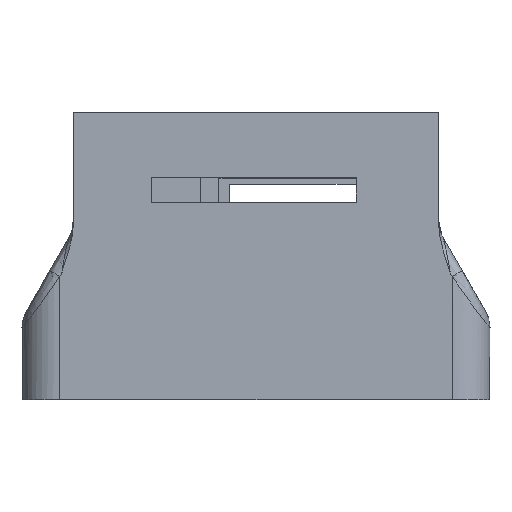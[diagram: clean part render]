
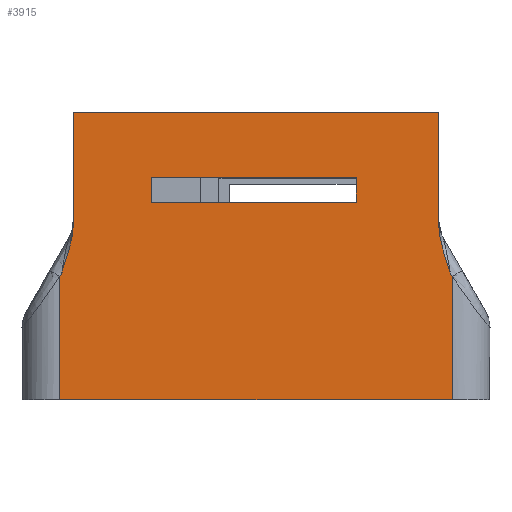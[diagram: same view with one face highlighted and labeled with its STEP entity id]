
A CAD part, left-side view. The second image highlights one B-rep face of the part: STEP entity #3915.
In plain terms, the highlighted planar face has unit normal (-1, 0, 0).
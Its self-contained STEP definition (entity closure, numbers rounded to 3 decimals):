
#26=B_SPLINE_CURVE_WITH_KNOTS('',3,(#5410,#5411,#5412,#5413,#5414,#5415,
#5416,#5417,#5418,#5419),.UNSPECIFIED.,.F.,.F.,(4,2,2,2,4),(-0.001,
0.,0.203,0.319,0.452),.UNSPECIFIED.);
#31=B_SPLINE_CURVE_WITH_KNOTS('',3,(#5487,#5488,#5489,#5490),
 .UNSPECIFIED.,.F.,.F.,(4,4),(-0.434,-0.396),
 .UNSPECIFIED.);
#43=B_SPLINE_CURVE_WITH_KNOTS('',3,(#5987,#5988,#5989,#5990,#5991,#5992,
#5993,#5994,#5995,#5996),.UNSPECIFIED.,.F.,.F.,(4,2,2,2,4),(0.,0.109,
0.205,0.369,0.37),.UNSPECIFIED.);
#80=B_SPLINE_CURVE_WITH_KNOTS('',3,(#8037,#8038,#8039,#8040),
 .UNSPECIFIED.,.F.,.F.,(4,4),(-1.89,-1.852),
 .UNSPECIFIED.);
#341=FACE_BOUND('',#635,.T.);
#408=FACE_OUTER_BOUND('',#634,.T.);
#634=EDGE_LOOP('',(#2792,#2793,#2794,#2795,#2796,#2797,#2798,#2799,#2800,
#2801));
#635=EDGE_LOOP('',(#2802,#2803,#2804,#2805));
#871=LINE('',#4973,#1230);
#884=LINE('',#6081,#1243);
#889=LINE('',#9528,#1248);
#903=LINE('',#9553,#1262);
#904=LINE('',#9554,#1263);
#905=LINE('',#9555,#1264);
#906=LINE('',#9558,#1265);
#907=LINE('',#9560,#1266);
#908=LINE('',#9562,#1267);
#909=LINE('',#9563,#1268);
#1230=VECTOR('',#4285,10.);
#1243=VECTOR('',#4344,10.);
#1248=VECTOR('',#4361,10.);
#1262=VECTOR('',#4383,10.);
#1263=VECTOR('',#4384,10.);
#1264=VECTOR('',#4385,10.);
#1265=VECTOR('',#4386,10.);
#1266=VECTOR('',#4387,10.);
#1267=VECTOR('',#4388,10.);
#1268=VECTOR('',#4389,10.);
#1593=VERTEX_POINT('',#4970);
#1594=VERTEX_POINT('',#4972);
#1614=VERTEX_POINT('',#5408);
#1615=VERTEX_POINT('',#5409);
#1617=VERTEX_POINT('',#5480);
#1626=VERTEX_POINT('',#5985);
#1627=VERTEX_POINT('',#5986);
#1633=VERTEX_POINT('',#6079);
#1654=VERTEX_POINT('',#7930);
#1659=VERTEX_POINT('',#9527);
#1667=VERTEX_POINT('',#9556);
#1668=VERTEX_POINT('',#9557);
#1669=VERTEX_POINT('',#9559);
#1670=VERTEX_POINT('',#9561);
#1984=EDGE_CURVE('',#1593,#1594,#871,.T.);
#2010=EDGE_CURVE('',#1614,#1615,#26,.T.);
#2015=EDGE_CURVE('',#1617,#1614,#31,.T.);
#2029=EDGE_CURVE('',#1626,#1627,#43,.T.);
#2039=EDGE_CURVE('',#1626,#1633,#884,.T.);
#2075=EDGE_CURVE('',#1627,#1654,#80,.T.);
#2086=EDGE_CURVE('',#1659,#1615,#889,.T.);
#2100=EDGE_CURVE('',#1617,#1594,#903,.T.);
#2101=EDGE_CURVE('',#1654,#1593,#904,.T.);
#2102=EDGE_CURVE('',#1659,#1633,#905,.T.);
#2103=EDGE_CURVE('',#1667,#1668,#906,.T.);
#2104=EDGE_CURVE('',#1668,#1669,#907,.T.);
#2105=EDGE_CURVE('',#1669,#1670,#908,.T.);
#2106=EDGE_CURVE('',#1670,#1667,#909,.T.);
#2792=ORIENTED_EDGE('',*,*,#2015,.F.);
#2793=ORIENTED_EDGE('',*,*,#2100,.T.);
#2794=ORIENTED_EDGE('',*,*,#1984,.F.);
#2795=ORIENTED_EDGE('',*,*,#2101,.F.);
#2796=ORIENTED_EDGE('',*,*,#2075,.F.);
#2797=ORIENTED_EDGE('',*,*,#2029,.F.);
#2798=ORIENTED_EDGE('',*,*,#2039,.T.);
#2799=ORIENTED_EDGE('',*,*,#2102,.F.);
#2800=ORIENTED_EDGE('',*,*,#2086,.T.);
#2801=ORIENTED_EDGE('',*,*,#2010,.F.);
#2802=ORIENTED_EDGE('',*,*,#2103,.T.);
#2803=ORIENTED_EDGE('',*,*,#2104,.T.);
#2804=ORIENTED_EDGE('',*,*,#2105,.T.);
#2805=ORIENTED_EDGE('',*,*,#2106,.T.);
#3774=PLANE('',#4142);
#3915=ADVANCED_FACE('',(#408,#341),#3774,.T.);
#4142=AXIS2_PLACEMENT_3D('',#9552,#4381,#4382);
#4285=DIRECTION('',(0.,1.,0.));
#4344=DIRECTION('',(0.,0.,1.));
#4361=DIRECTION('',(0.,0.,-1.));
#4381=DIRECTION('center_axis',(-1.,0.,0.));
#4382=DIRECTION('ref_axis',(0.,1.,0.));
#4383=DIRECTION('',(0.,0.,-1.));
#4384=DIRECTION('',(0.,0.,-1.));
#4385=DIRECTION('',(0.,-1.,0.));
#4386=DIRECTION('',(0.,0.,1.));
#4387=DIRECTION('',(0.,-1.,0.));
#4388=DIRECTION('',(0.,0.,-1.));
#4389=DIRECTION('',(0.,1.,0.));
#4970=CARTESIAN_POINT('',(-53.5,-18.25,-26.75));
#4972=CARTESIAN_POINT('',(-53.5,18.25,-26.75));
#4973=CARTESIAN_POINT('',(-53.5,18.25,-26.75));
#5408=CARTESIAN_POINT('',(-53.5,18.061,-14.958));
#5409=CARTESIAN_POINT('',(-53.5,17.,-10.633));
#5410=CARTESIAN_POINT('Ctrl Pts',(-53.5,18.061,-14.958));
#5411=CARTESIAN_POINT('Ctrl Pts',(-53.5,18.059,-14.954));
#5412=CARTESIAN_POINT('Ctrl Pts',(-53.5,18.058,-14.95));
#5413=CARTESIAN_POINT('Ctrl Pts',(-53.5,17.848,-14.301));
#5414=CARTESIAN_POINT('Ctrl Pts',(-53.5,17.616,-13.621));
#5415=CARTESIAN_POINT('Ctrl Pts',(-53.5,17.316,-12.594));
#5416=CARTESIAN_POINT('Ctrl Pts',(-53.5,17.211,-12.2));
#5417=CARTESIAN_POINT('Ctrl Pts',(-53.5,17.045,-11.378));
#5418=CARTESIAN_POINT('Ctrl Pts',(-53.5,17.,-10.995));
#5419=CARTESIAN_POINT('Ctrl Pts',(-53.5,17.,-10.633));
#5480=CARTESIAN_POINT('',(-53.5,18.25,-15.286));
#5487=CARTESIAN_POINT('Ctrl Pts',(-53.5,18.25,-15.286));
#5488=CARTESIAN_POINT('Ctrl Pts',(-53.5,18.187,-15.177));
#5489=CARTESIAN_POINT('Ctrl Pts',(-53.5,18.124,-15.068));
#5490=CARTESIAN_POINT('Ctrl Pts',(-53.5,18.061,-14.958));
#5985=CARTESIAN_POINT('',(-53.5,-17.,-10.633));
#5986=CARTESIAN_POINT('',(-53.5,-18.061,-14.958));
#5987=CARTESIAN_POINT('Ctrl Pts',(-53.5,-17.,-10.633));
#5988=CARTESIAN_POINT('Ctrl Pts',(-53.5,-17.,-10.995));
#5989=CARTESIAN_POINT('Ctrl Pts',(-53.5,-17.045,-11.379));
#5990=CARTESIAN_POINT('Ctrl Pts',(-53.5,-17.213,-12.207));
#5991=CARTESIAN_POINT('Ctrl Pts',(-53.5,-17.32,-12.608));
#5992=CARTESIAN_POINT('Ctrl Pts',(-53.5,-17.621,-13.635));
#5993=CARTESIAN_POINT('Ctrl Pts',(-53.5,-17.85,-14.308));
#5994=CARTESIAN_POINT('Ctrl Pts',(-53.5,-18.058,-14.95));
#5995=CARTESIAN_POINT('Ctrl Pts',(-53.5,-18.059,-14.954));
#5996=CARTESIAN_POINT('Ctrl Pts',(-53.5,-18.061,-14.958));
#6079=CARTESIAN_POINT('',(-53.5,-17.,0.));
#6081=CARTESIAN_POINT('',(-53.5,-17.,3.752));
#7930=CARTESIAN_POINT('',(-53.5,-18.25,-15.286));
#8037=CARTESIAN_POINT('Ctrl Pts',(-53.5,-18.061,-14.958));
#8038=CARTESIAN_POINT('Ctrl Pts',(-53.5,-18.124,-15.068));
#8039=CARTESIAN_POINT('Ctrl Pts',(-53.5,-18.187,-15.177));
#8040=CARTESIAN_POINT('Ctrl Pts',(-53.5,-18.25,-15.286));
#9527=CARTESIAN_POINT('',(-53.5,17.,0.));
#9528=CARTESIAN_POINT('',(-53.5,17.,-5.5));
#9552=CARTESIAN_POINT('Origin',(-53.5,-18.25,0.));
#9553=CARTESIAN_POINT('',(-53.5,18.25,0.));
#9554=CARTESIAN_POINT('',(-53.5,-18.25,0.));
#9555=CARTESIAN_POINT('',(-53.5,18.25,0.));
#9556=CARTESIAN_POINT('',(-53.5,9.742,-8.383));
#9557=CARTESIAN_POINT('',(-53.5,9.742,-6.078));
#9558=CARTESIAN_POINT('',(-53.5,9.742,-3.039));
#9559=CARTESIAN_POINT('',(-53.5,-9.312,-6.078));
#9560=CARTESIAN_POINT('',(-53.5,-13.781,-6.078));
#9561=CARTESIAN_POINT('',(-53.5,-9.312,-8.383));
#9562=CARTESIAN_POINT('',(-53.5,-9.312,-4.191));
#9563=CARTESIAN_POINT('',(-53.5,-4.254,-8.383));
